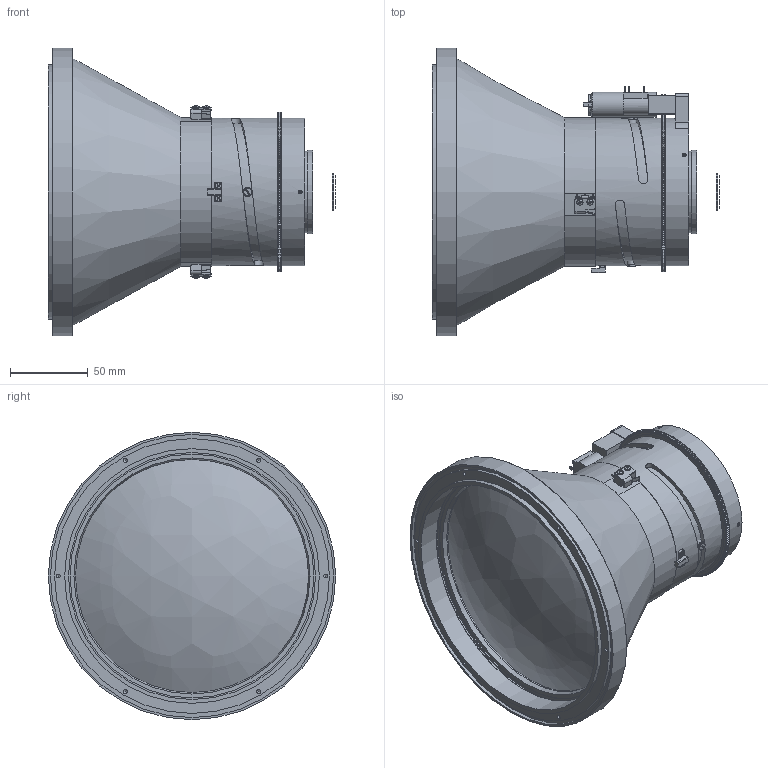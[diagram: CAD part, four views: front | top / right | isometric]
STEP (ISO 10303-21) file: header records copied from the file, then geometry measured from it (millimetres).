
FILE_DESCRIPTION (( 'STEP AP203' ), '1' );
FILE_NAME ('LB-0044-3150F1电动调焦镜头外形图-.STEP', '2023-11-16T05:37:38', ( 'Windows User' ), ( 'P R C' ), 'SwSTEP 2.0', 'SolidWorks 2020', '' );
FILE_SCHEMA (( 'CONFIG_CONTROL_DESIGN' ));
Products named in the file (1): LB-0044-3150F1电动调焦镜头外形图-
Bounding box: 185.46 x 185 x 185 mm (x, y, z)
Volume: 1679404.8 mm3; surface area: 157958.4 mm2
Topology: 47 solids, 47 shells, 3814 faces, 10570 edges, 6918 vertices
Faces by surface type: cylinder 2241, plane 821, cone 619, bspline 133
Full cylindrical faces by diameter (mm): 0.5 x8, 1.386 x6, 1.6 x18, 1.732 x8, 2 x16, 2.05 x7, 2.4 x12, 2.45 x2, 2.5 x13, 2.97 x1, 2.98 x1, 3 x12, 3.8 x8, 4 x8, 4.3 x4, 5.5 x2, 6 x3, 6.1 x1, 6.94 x1, 7 x1, 7.96 x1, 8 x1, 10 x2, 10.73 x1, 13 x1, 16 x1, 21.824 x1, 23.663 x1, 49 x1, 52.8 x1
Entity records: 136730 total; most frequent: CARTESIAN_POINT 42003, ORIENTED_EDGE 20318, DIRECTION 19422, EDGE_CURVE 10159, AXIS2_PLACEMENT_3D 7788, VERTEX_POINT 6805, EDGE_LOOP 4242, CIRCLE 4106
